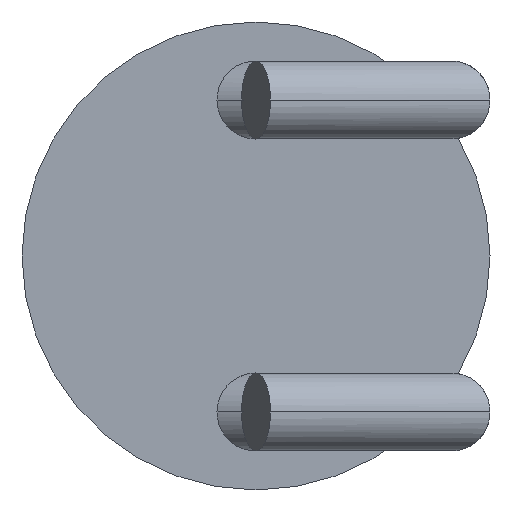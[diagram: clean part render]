
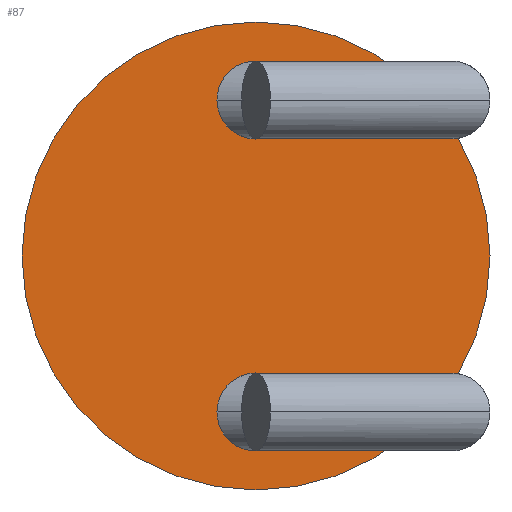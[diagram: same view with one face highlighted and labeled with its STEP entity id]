
A CAD part, left-side view. The second image highlights one B-rep face of the part: STEP entity #87.
In plain terms, the highlighted planar face has unit normal (-1, 0, 0).
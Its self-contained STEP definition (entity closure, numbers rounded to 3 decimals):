
#55 = EDGE_CURVE ( 'NONE', #151, #152, #231, .T. ) ;
#79 = EDGE_CURVE ( 'NONE', #116, #80, #348, .T. ) ;
#80 = VERTEX_POINT ( 'NONE', #349 ) ;
#81 = ORIENTED_EDGE ( 'NONE', *, *, #88, .F. ) ;
#84 = EDGE_CURVE ( 'NONE', #80, #116, #445, .T. ) ;
#87 = ADVANCED_FACE ( 'NONE', ( #446, #440, #439 ), #385, .T. ) ;
#88 = EDGE_CURVE ( 'NONE', #152, #151, #460, .T. ) ;
#91 = ORIENTED_EDGE ( 'NONE', *, *, #79, .T. ) ;
#92 = EDGE_LOOP ( 'NONE', ( #103, #107 ) ) ;
#95 = EDGE_LOOP ( 'NONE', ( #81, #117 ) ) ;
#103 = ORIENTED_EDGE ( 'NONE', *, *, #104, .F. ) ;
#104 = EDGE_CURVE ( 'NONE', #183, #148, #503, .T. ) ;
#105 = ORIENTED_EDGE ( 'NONE', *, *, #84, .T. ) ;
#107 = ORIENTED_EDGE ( 'NONE', *, *, #182, .F. ) ;
#114 = EDGE_LOOP ( 'NONE', ( #105, #91 ) ) ;
#116 = VERTEX_POINT ( 'NONE', #489 ) ;
#117 = ORIENTED_EDGE ( 'NONE', *, *, #55, .F. ) ;
#148 = VERTEX_POINT ( 'NONE', #606 ) ;
#151 = VERTEX_POINT ( 'NONE', #713 ) ;
#152 = VERTEX_POINT ( 'NONE', #712 ) ;
#182 = EDGE_CURVE ( 'NONE', #148, #183, #594, .T. ) ;
#183 = VERTEX_POINT ( 'NONE', #590 ) ;
#229 = CARTESIAN_POINT ( 'NONE',  ( 1.5, 1.5, 0.25 ) ) ;
#230 = AXIS2_PLACEMENT_3D ( 'NONE', #229, #340, #339 ) ;
#231 = CIRCLE ( 'NONE', #230, 0.25 ) ;
#339 = DIRECTION ( 'NONE',  ( 0., -1., 0. ) ) ;
#340 = DIRECTION ( 'NONE',  ( -1., 0., 0. ) ) ;
#344 = DIRECTION ( 'NONE',  ( 0., -1., 0. ) ) ;
#345 = DIRECTION ( 'NONE',  ( -1., 0., 0. ) ) ;
#346 = CARTESIAN_POINT ( 'NONE',  ( 1.5, 1.5, 1.25 ) ) ;
#347 = AXIS2_PLACEMENT_3D ( 'NONE', #346, #345, #344 ) ;
#348 = CIRCLE ( 'NONE', #347, 1.5 ) ;
#349 = CARTESIAN_POINT ( 'NONE',  ( 1.5, 3., 1.25 ) ) ;
#385 = PLANE ( 'NONE',  #463 ) ;
#386 = CARTESIAN_POINT ( 'NONE',  ( 1.5, 1.5, 1.25 ) ) ;
#439 = FACE_BOUND ( 'NONE', #92, .T. ) ;
#440 = FACE_OUTER_BOUND ( 'NONE', #114, .T. ) ;
#441 = DIRECTION ( 'NONE',  ( 0., -1., 0. ) ) ;
#442 = DIRECTION ( 'NONE',  ( -1., 0., 0. ) ) ;
#443 = CARTESIAN_POINT ( 'NONE',  ( 1.5, 1.5, 1.25 ) ) ;
#444 = AXIS2_PLACEMENT_3D ( 'NONE', #443, #442, #441 ) ;
#445 = CIRCLE ( 'NONE', #444, 1.5 ) ;
#446 = FACE_BOUND ( 'NONE', #95, .T. ) ;
#456 = DIRECTION ( 'NONE',  ( 0., -1., 0. ) ) ;
#457 = DIRECTION ( 'NONE',  ( -1., 0., 0. ) ) ;
#458 = CARTESIAN_POINT ( 'NONE',  ( 1.5, 1.5, 0.25 ) ) ;
#459 = AXIS2_PLACEMENT_3D ( 'NONE', #458, #457, #456 ) ;
#460 = CIRCLE ( 'NONE', #459, 0.25 ) ;
#461 = DIRECTION ( 'NONE',  ( 0., -1., 0. ) ) ;
#462 = DIRECTION ( 'NONE',  ( -1., 0., 0. ) ) ;
#463 = AXIS2_PLACEMENT_3D ( 'NONE', #386, #462, #461 ) ;
#489 = CARTESIAN_POINT ( 'NONE',  ( 1.5, 0., 1.25 ) ) ;
#499 = DIRECTION ( 'NONE',  ( 0., -1., 0. ) ) ;
#500 = DIRECTION ( 'NONE',  ( -1., 0., 0. ) ) ;
#501 = CARTESIAN_POINT ( 'NONE',  ( 1.5, 1.5, 2.25 ) ) ;
#502 = AXIS2_PLACEMENT_3D ( 'NONE', #501, #500, #499 ) ;
#503 = CIRCLE ( 'NONE', #502, 0.25 ) ;
#590 = CARTESIAN_POINT ( 'NONE',  ( 1.5, 1.75, 2.25 ) ) ;
#591 = DIRECTION ( 'NONE',  ( 0., -1., 0. ) ) ;
#592 = DIRECTION ( 'NONE',  ( -1., 0., 0. ) ) ;
#593 = AXIS2_PLACEMENT_3D ( 'NONE', #599, #592, #591 ) ;
#594 = CIRCLE ( 'NONE', #593, 0.25 ) ;
#599 = CARTESIAN_POINT ( 'NONE',  ( 1.5, 1.5, 2.25 ) ) ;
#606 = CARTESIAN_POINT ( 'NONE',  ( 1.5, 1.25, 2.25 ) ) ;
#712 = CARTESIAN_POINT ( 'NONE',  ( 1.5, 1.75, 0.25 ) ) ;
#713 = CARTESIAN_POINT ( 'NONE',  ( 1.5, 1.25, 0.25 ) ) ;
